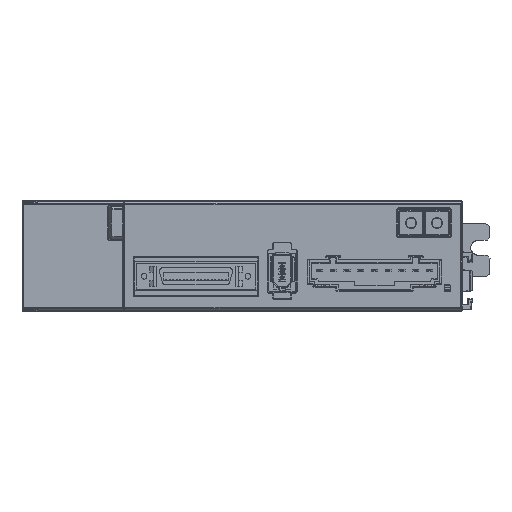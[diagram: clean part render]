
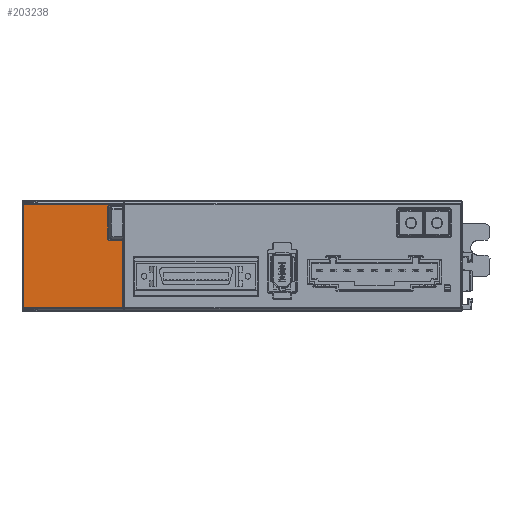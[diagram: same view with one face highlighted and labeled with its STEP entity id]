
A CAD part, front view. The second image highlights one B-rep face of the part: STEP entity #203238.
In plain terms, the highlighted planar face has unit normal (0, -1, 0).
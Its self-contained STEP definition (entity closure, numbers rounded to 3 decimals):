
#197551=DIRECTION('',(0.,0.,-1.));
#197552=VECTOR('',#197551,37.586);
#197553=CARTESIAN_POINT('',(-79.461,-73.,
32.593));
#197554=LINE('',#197553,#197552);
#197695=DIRECTION('',(-1.,0.,0.));
#197696=VECTOR('',#197695,36.104);
#197697=CARTESIAN_POINT('',(-43.357,-73.,32.593));
#197698=LINE('',#197697,#197696);
#197707=DIRECTION('',(1.,0.,0.));
#197708=VECTOR('',#197707,36.104);
#197709=CARTESIAN_POINT('',(-79.461,-73.,
-4.993));
#197710=LINE('',#197709,#197708);
#200003=DIRECTION('',(0.,0.,1.));
#200004=VECTOR('',#200003,0.451);
#200005=CARTESIAN_POINT('',(-43.357,-73.,32.142));
#200006=LINE('',#200005,#200004);
#200155=DIRECTION('',(0.,0.,1.));
#200156=VECTOR('',#200155,24.451);
#200157=CARTESIAN_POINT('',(-43.357,-73.,
-4.993));
#200158=LINE('',#200157,#200156);
#200192=DIRECTION('',(-1.,0.,0.));
#200193=VECTOR('',#200192,4.937);
#200194=CARTESIAN_POINT('',(-43.357,-73.,
19.458));
#200195=LINE('',#200194,#200193);
#200200=CARTESIAN_POINT('',(-48.294,-73.,
19.458));
#200201=CARTESIAN_POINT('',(-48.355,-73.,
19.459));
#200202=CARTESIAN_POINT('',(-48.467,-73.,
19.476));
#200203=CARTESIAN_POINT('',(-48.615,-73.,
19.55));
#200204=CARTESIAN_POINT('',(-48.731,-73.,
19.664));
#200205=CARTESIAN_POINT('',(-48.802,-73.,
19.804));
#200206=CARTESIAN_POINT('',(-48.817,-73.,
19.9));
#200207=CARTESIAN_POINT('',(-48.817,-73.,
19.95));
#200223=DIRECTION('',(0.,0.,1.));
#200224=VECTOR('',#200223,11.701);
#200225=CARTESIAN_POINT('',(-48.817,-73.,
19.95));
#200226=LINE('',#200225,#200224);
#200232=CARTESIAN_POINT('',(-48.817,-73.,
31.65));
#200233=CARTESIAN_POINT('',(-48.817,-73.,
31.702));
#200234=CARTESIAN_POINT('',(-48.801,-73.,
31.799));
#200235=CARTESIAN_POINT('',(-48.729,-73.,
31.939));
#200236=CARTESIAN_POINT('',(-48.615,-73.,
32.049));
#200237=CARTESIAN_POINT('',(-48.469,-73.,
32.124));
#200238=CARTESIAN_POINT('',(-48.356,-73.,
32.141));
#200239=CARTESIAN_POINT('',(-48.294,-73.,
32.142));
#200450=DIRECTION('',(1.,0.,0.));
#200451=VECTOR('',#200450,4.937);
#200452=CARTESIAN_POINT('',(-48.294,-73.,
32.142));
#200453=LINE('',#200452,#200451);
#201613=CARTESIAN_POINT('',(-79.461,-73.,
-4.993));
#201614=VERTEX_POINT('',#201613);
#201615=CARTESIAN_POINT('',(-79.461,-73.,
32.593));
#201616=VERTEX_POINT('',#201615);
#201650=CARTESIAN_POINT('',(-43.357,-73.,32.593));
#201651=VERTEX_POINT('',#201650);
#201652=CARTESIAN_POINT('',(-43.357,-73.,
-4.993));
#201653=VERTEX_POINT('',#201652);
#201654=CARTESIAN_POINT('',(-43.357,-73.,32.142));
#201655=VERTEX_POINT('',#201654);
#201656=CARTESIAN_POINT('',(-48.294,-73.,
32.142));
#201657=VERTEX_POINT('',#201656);
#201658=VERTEX_POINT('',#200232);
#201659=CARTESIAN_POINT('',(-48.817,-73.,
19.95));
#201660=VERTEX_POINT('',#201659);
#201661=VERTEX_POINT('',#200200);
#201662=CARTESIAN_POINT('',(-43.357,-73.,
19.458));
#201663=VERTEX_POINT('',#201662);
#203213=CARTESIAN_POINT('',(-61.525,-73.,13.8));
#203214=DIRECTION('',(0.,1.,0.));
#203215=DIRECTION('',(0.,0.,-1.));
#203216=AXIS2_PLACEMENT_3D('',#203213,#203214,#203215);
#203217=PLANE('',#203216);
#203219=ORIENTED_EDGE('',*,*,#203218,.F.);
#203220=ORIENTED_EDGE('',*,*,#202919,.F.);
#203221=ORIENTED_EDGE('',*,*,#203197,.F.);
#203223=ORIENTED_EDGE('',*,*,#203222,.F.);
#203225=ORIENTED_EDGE('',*,*,#203224,.F.);
#203227=ORIENTED_EDGE('',*,*,#203226,.F.);
#203229=ORIENTED_EDGE('',*,*,#203228,.F.);
#203231=ORIENTED_EDGE('',*,*,#203230,.F.);
#203233=ORIENTED_EDGE('',*,*,#203232,.F.);
#203235=ORIENTED_EDGE('',*,*,#203234,.F.);
#203236=EDGE_LOOP('',(#203219,#203220,#203221,#203223,#203225,#203227,#203229,
#203231,#203233,#203235));
#203237=FACE_OUTER_BOUND('',#203236,.F.);
#203238=ADVANCED_FACE('',(#203237),#203217,.F.);
#200208=B_SPLINE_CURVE_WITH_KNOTS('',3,(#200200,#200201,#200202,#200203,#200204,
#200205,#200206,#200207),.UNSPECIFIED.,.F.,.F.,(4,1,1,1,1,4),(0.,0.2,0.4,
0.6,0.8,1.),.UNSPECIFIED.);
#200240=B_SPLINE_CURVE_WITH_KNOTS('',3,(#200232,#200233,#200234,#200235,#200236,
#200237,#200238,#200239),.UNSPECIFIED.,.F.,.F.,(4,1,1,1,1,4),(0.,0.2,0.4,
0.6,0.8,1.),.UNSPECIFIED.);
#202919=EDGE_CURVE('',#201616,#201614,#197554,.T.);
#203197=EDGE_CURVE('',#201651,#201616,#197698,.T.);
#203218=EDGE_CURVE('',#201614,#201653,#197710,.T.);
#203222=EDGE_CURVE('',#201655,#201651,#200006,.T.);
#203224=EDGE_CURVE('',#201657,#201655,#200453,.T.);
#203226=EDGE_CURVE('',#201658,#201657,#200240,.T.);
#203228=EDGE_CURVE('',#201660,#201658,#200226,.T.);
#203230=EDGE_CURVE('',#201661,#201660,#200208,.T.);
#203232=EDGE_CURVE('',#201663,#201661,#200195,.T.);
#203234=EDGE_CURVE('',#201653,#201663,#200158,.T.);
